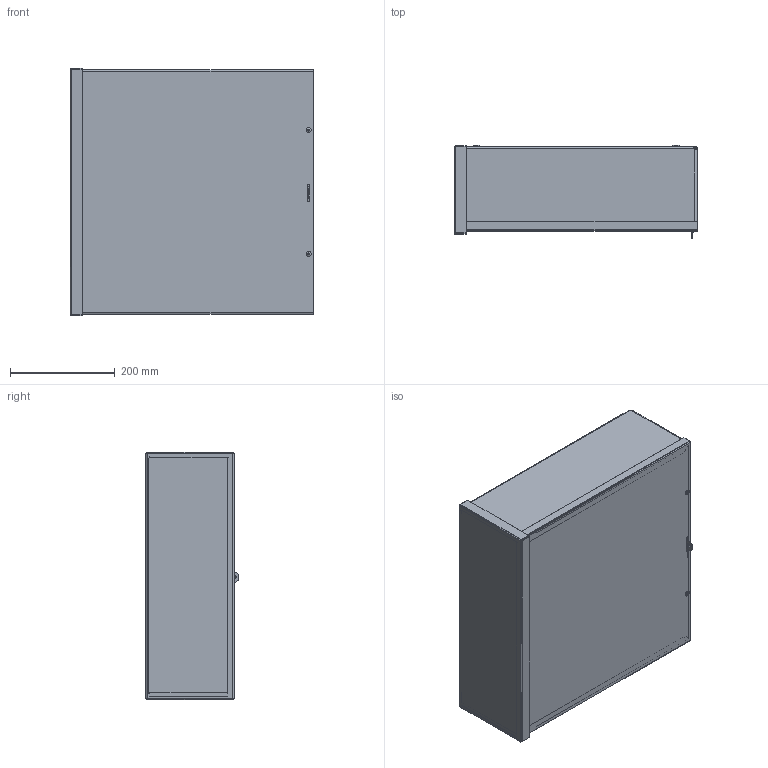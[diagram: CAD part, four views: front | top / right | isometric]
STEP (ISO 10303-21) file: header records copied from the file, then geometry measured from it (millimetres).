
FILE_DESCRIPTION(/* description */ ('RSC181806, WRAP 18X18X6'),/* implementation_level */ '2;1');
FILE_NAME(/* name */ 'RSC181806.stp',/* time_stamp */ '2016-01-15T15:18:57-06:00',/* author */ ('mraetz'),/* organization */ (''),/* preprocessor_version */ 'ST-DEVELOPER v16.1',/* originating_system */ 'Autodesk Inventor 2016',/* authorisation */ '');
FILE_SCHEMA (('AUTOMOTIVE_DESIGN { 1 0 10303 214 3 1 1 }'));
Length unit declared in the file: inch
Products named in the file (8): RSC181806_WRAP; RSC1818_LID; RSC1806_CAP; 3183; RSC1818_BKP; ANSI B18.6.4 - 8-32 UNC - 0.375(13) F IA; o; RSC181806
Assembly tree (8 placements, depth 2):
  RSC181806
    RSC181806_WRAP
    RSC1818_LID
    RSC1806_CAP
    3183
    RSC1818_BKP
    ANSI B18.6.4 - 8-32 UNC - 0.375(13) F IA  x2
    o
Bounding box: 464.32 x 179.09 x 473.07 mm (x, y, z)
Volume: 1401572.6 mm3; surface area: 1795307.8 mm2
Topology: 7 solids, 7 shells, 619 faces, 1543 edges, 973 vertices
Faces by surface type: plane 304, cylinder 171, bspline 54, torus 36, cone 36, sphere 18
Full cylindrical faces by diameter (mm): 3.175 x1, 3.454 x1, 3.759 x2, 3.962 x1, 4.166 x2, 4.191 x1, 5.803 x1, 7.62 x4, 7.95 x4, 9.525 x1, 9.754 x2, 38.1 x4, 44.45 x4
Entity records: 18600 total; most frequent: CARTESIAN_POINT 4855, ORIENTED_EDGE 2648, DIRECTION 2601, EDGE_CURVE 1324, AXIS2_PLACEMENT_3D 892, VERTEX_POINT 870, LINE 817, VECTOR 817
